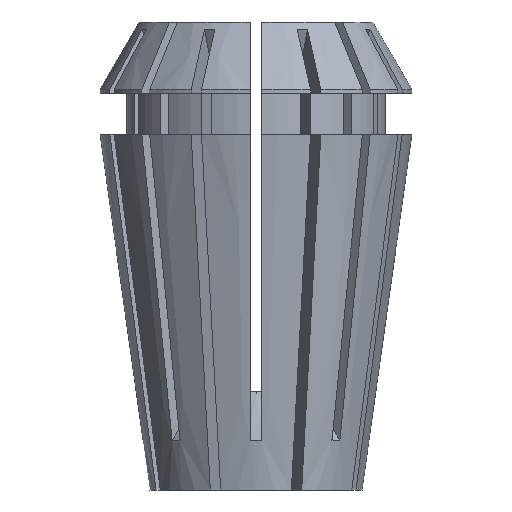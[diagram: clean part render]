
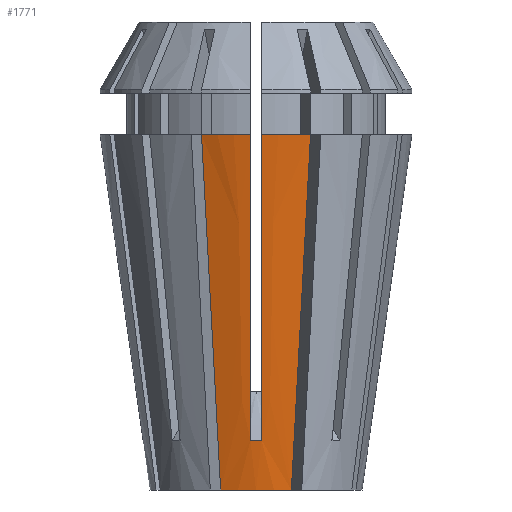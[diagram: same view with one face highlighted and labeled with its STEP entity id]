
A CAD part, left-side view. The second image highlights one B-rep face of the part: STEP entity #1771.
In plain terms, the highlighted conical face has half-angle 8 degrees and reference radius 7.141 mm.
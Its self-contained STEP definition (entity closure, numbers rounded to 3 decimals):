
#37 = CARTESIAN_POINT ( 'NONE',  ( -7.604, -0.375, 3.356 ) ) ;
#87 = DIRECTION ( 'NONE',  ( -1., 0., 0. ) ) ;
#159 = CARTESIAN_POINT ( 'NONE',  ( -7.466, -2.687, 5.645 ) ) ;
#224 = ORIENTED_EDGE ( 'NONE', *, *, #5173, .T. ) ;
#245 = CARTESIAN_POINT ( 'NONE',  ( -7.466, 2.687, 5.645 ) ) ;
#273 = VERTEX_POINT ( 'NONE', #3897 ) ;
#290 = EDGE_CURVE ( 'NONE', #4522, #3517, #2910, .T. ) ;
#409 = VERTEX_POINT ( 'NONE', #4448 ) ;
#451 = EDGE_CURVE ( 'NONE', #2126, #2313, #3839, .T. ) ;
#477 = ORIENTED_EDGE ( 'NONE', *, *, #2454, .F. ) ;
#501 = CARTESIAN_POINT ( 'NONE',  ( -9.048, -3.342, 17.815 ) ) ;
#574 = CARTESIAN_POINT ( 'NONE',  ( -10.494, -0.375, 23.9 ) ) ;
#586 = VERTEX_POINT ( 'NONE', #2870 ) ;
#633 = CARTESIAN_POINT ( 'NONE',  ( -7.221, 2.585, 3.763 ) ) ;
#765 = DIRECTION ( 'NONE',  ( -1., 0., 0. ) ) ;
#896 = AXIS2_PLACEMENT_3D ( 'NONE', #4056, #1315, #87 ) ;
#941 = CARTESIAN_POINT ( 'NONE',  ( -7.221, -2.585, 3.763 ) ) ;
#979 = EDGE_CURVE ( 'NONE', #3517, #409, #1629, .T. ) ;
#986 = CARTESIAN_POINT ( 'NONE',  ( -6.977, 2.484, 1.882 ) ) ;
#991 = ORIENTED_EDGE ( 'NONE', *, *, #290, .T. ) ;
#1041 = DIRECTION ( 'NONE',  ( 0., 0., -1. ) ) ;
#1068 = ORIENTED_EDGE ( 'NONE', *, *, #5324, .F. ) ;
#1315 = DIRECTION ( 'NONE',  ( 0., 0., -1. ) ) ;
#1425 = CARTESIAN_POINT ( 'NONE',  ( -8.811, 0.375, 11.937 ) ) ;
#1543 = B_SPLINE_CURVE_WITH_KNOTS ( 'NONE', 3,
 ( #3458, #4752, #2664, #1842, #1425, #3532, #4732 ),
 .UNSPECIFIED., .F., .F.,
 ( 4, 3, 4 ),
 ( 0.044, 0.052, 0.065 ),
 .UNSPECIFIED. ) ;
#1588 = CARTESIAN_POINT ( 'NONE',  ( 0., 0., 23.9 ) ) ;
#1629 = B_SPLINE_CURVE_WITH_KNOTS ( 'NONE', 3,
 ( #4739, #4769, #4388, #245, #633, #986, #3139 ),
 .UNSPECIFIED., .F., .F.,
 ( 4, 3, 4 ),
 ( 0., 0.018, 0.024 ),
 .UNSPECIFIED. ) ;
#1644 = EDGE_CURVE ( 'NONE', #586, #409, #3824, .T. ) ;
#1727 = CARTESIAN_POINT ( 'NONE',  ( -9.838, -3.669, 23.9 ) ) ;
#1771 = ADVANCED_FACE ( 'NONE', ( #2148 ), #4222, .T. ) ;
#1797 = CARTESIAN_POINT ( 'NONE',  ( -6.732, -2.383, 0. ) ) ;
#1824 = EDGE_LOOP ( 'NONE', ( #991, #3612, #3370, #477, #3542, #224, #1068, #3947 ) ) ;
#1842 = CARTESIAN_POINT ( 'NONE',  ( -9.415, 0.375, 16.227 ) ) ;
#1904 = CARTESIAN_POINT ( 'NONE',  ( -7.604, -0.375, 3.356 ) ) ;
#2022 = AXIS2_PLACEMENT_3D ( 'NONE', #4150, #4928, #4959 ) ;
#2047 = B_SPLINE_CURVE_WITH_KNOTS ( 'NONE', 3,
 ( #4806, #5150, #2695, #1904 ),
 .UNSPECIFIED., .F., .F.,
 ( 4, 4 ),
 ( 0., 0.001 ),
 .UNSPECIFIED. ) ;
#2070 = AXIS2_PLACEMENT_3D ( 'NONE', #1588, #4552, #765 ) ;
#2126 = VERTEX_POINT ( 'NONE', #4801 ) ;
#2148 = FACE_OUTER_BOUND ( 'NONE', #1824, .T. ) ;
#2313 = VERTEX_POINT ( 'NONE', #574 ) ;
#2417 = AXIS2_PLACEMENT_3D ( 'NONE', #4736, #1041, #4312 ) ;
#2454 = EDGE_CURVE ( 'NONE', #2126, #586, #4241, .T. ) ;
#2489 = CARTESIAN_POINT ( 'NONE',  ( -9.415, -0.375, 16.227 ) ) ;
#2559 = B_SPLINE_CURVE_WITH_KNOTS ( 'NONE', 3,
 ( #2931, #4982, #2952, #2489, #2969, #4210, #4607 ),
 .UNSPECIFIED., .F., .F.,
 ( 4, 3, 4 ),
 ( 0.044, 0.052, 0.065 ),
 .UNSPECIFIED. ) ;
#2664 = CARTESIAN_POINT ( 'NONE',  ( -9.774, 0.375, 18.785 ) ) ;
#2695 = CARTESIAN_POINT ( 'NONE',  ( -7.615, -0.125, 3.344 ) ) ;
#2870 = CARTESIAN_POINT ( 'NONE',  ( -6.732, -2.383, 0. ) ) ;
#2910 = CIRCLE ( 'NONE', #2417, 10.5 ) ;
#2931 = CARTESIAN_POINT ( 'NONE',  ( -10.494, -0.375, 23.9 ) ) ;
#2952 = CARTESIAN_POINT ( 'NONE',  ( -9.774, -0.375, 18.785 ) ) ;
#2969 = CARTESIAN_POINT ( 'NONE',  ( -8.811, -0.375, 11.937 ) ) ;
#2990 = CARTESIAN_POINT ( 'NONE',  ( -9.838, 3.669, 23.9 ) ) ;
#3139 = CARTESIAN_POINT ( 'NONE',  ( -6.732, 2.383, 0. ) ) ;
#3370 = ORIENTED_EDGE ( 'NONE', *, *, #1644, .F. ) ;
#3405 = CARTESIAN_POINT ( 'NONE',  ( -6.977, -2.484, 1.882 ) ) ;
#3458 = CARTESIAN_POINT ( 'NONE',  ( -10.494, 0.375, 23.9 ) ) ;
#3517 = VERTEX_POINT ( 'NONE', #2990 ) ;
#3532 = CARTESIAN_POINT ( 'NONE',  ( -8.208, 0.375, 7.646 ) ) ;
#3542 = ORIENTED_EDGE ( 'NONE', *, *, #451, .T. ) ;
#3612 = ORIENTED_EDGE ( 'NONE', *, *, #979, .T. ) ;
#3796 = EDGE_CURVE ( 'NONE', #4522, #273, #1543, .T. ) ;
#3824 = CIRCLE ( 'NONE', #896, 7.141 ) ;
#3839 = CIRCLE ( 'NONE', #2070, 10.5 ) ;
#3897 = CARTESIAN_POINT ( 'NONE',  ( -7.604, 0.375, 3.356 ) ) ;
#3947 = ORIENTED_EDGE ( 'NONE', *, *, #3796, .F. ) ;
#4056 = CARTESIAN_POINT ( 'NONE',  ( 0., 0., 0. ) ) ;
#4150 = CARTESIAN_POINT ( 'NONE',  ( 0., 0., 0. ) ) ;
#4210 = CARTESIAN_POINT ( 'NONE',  ( -8.208, -0.375, 7.646 ) ) ;
#4222 = CONICAL_SURFACE ( 'NONE', #2022, 7.141, 0.14 ) ;
#4241 = B_SPLINE_CURVE_WITH_KNOTS ( 'NONE', 3,
 ( #1727, #501, #4683, #159, #941, #3405, #1797 ),
 .UNSPECIFIED., .F., .F.,
 ( 4, 3, 4 ),
 ( 0., 0.018, 0.024 ),
 .UNSPECIFIED. ) ;
#4312 = DIRECTION ( 'NONE',  ( -1., 0., 0. ) ) ;
#4388 = CARTESIAN_POINT ( 'NONE',  ( -8.257, 3.014, 11.73 ) ) ;
#4448 = CARTESIAN_POINT ( 'NONE',  ( -6.732, 2.383, 0. ) ) ;
#4522 = VERTEX_POINT ( 'NONE', #5264 ) ;
#4552 = DIRECTION ( 'NONE',  ( 0., 0., -1. ) ) ;
#4607 = CARTESIAN_POINT ( 'NONE',  ( -7.604, -0.375, 3.356 ) ) ;
#4683 = CARTESIAN_POINT ( 'NONE',  ( -8.257, -3.014, 11.73 ) ) ;
#4732 = CARTESIAN_POINT ( 'NONE',  ( -7.604, 0.375, 3.356 ) ) ;
#4736 = CARTESIAN_POINT ( 'NONE',  ( 0., 0., 23.9 ) ) ;
#4739 = CARTESIAN_POINT ( 'NONE',  ( -9.838, 3.669, 23.9 ) ) ;
#4752 = CARTESIAN_POINT ( 'NONE',  ( -10.134, 0.375, 21.342 ) ) ;
#4769 = CARTESIAN_POINT ( 'NONE',  ( -9.048, 3.342, 17.815 ) ) ;
#4801 = CARTESIAN_POINT ( 'NONE',  ( -9.838, -3.669, 23.9 ) ) ;
#4806 = CARTESIAN_POINT ( 'NONE',  ( -7.604, 0.375, 3.356 ) ) ;
#4928 = DIRECTION ( 'NONE',  ( 0., 0., 1. ) ) ;
#4959 = DIRECTION ( 'NONE',  ( 1., 0., 0. ) ) ;
#4982 = CARTESIAN_POINT ( 'NONE',  ( -10.134, -0.375, 21.342 ) ) ;
#5150 = CARTESIAN_POINT ( 'NONE',  ( -7.615, 0.125, 3.344 ) ) ;
#5173 = EDGE_CURVE ( 'NONE', #2313, #5181, #2559, .T. ) ;
#5181 = VERTEX_POINT ( 'NONE', #37 ) ;
#5264 = CARTESIAN_POINT ( 'NONE',  ( -10.494, 0.375, 23.9 ) ) ;
#5324 = EDGE_CURVE ( 'NONE', #273, #5181, #2047, .T. ) ;
